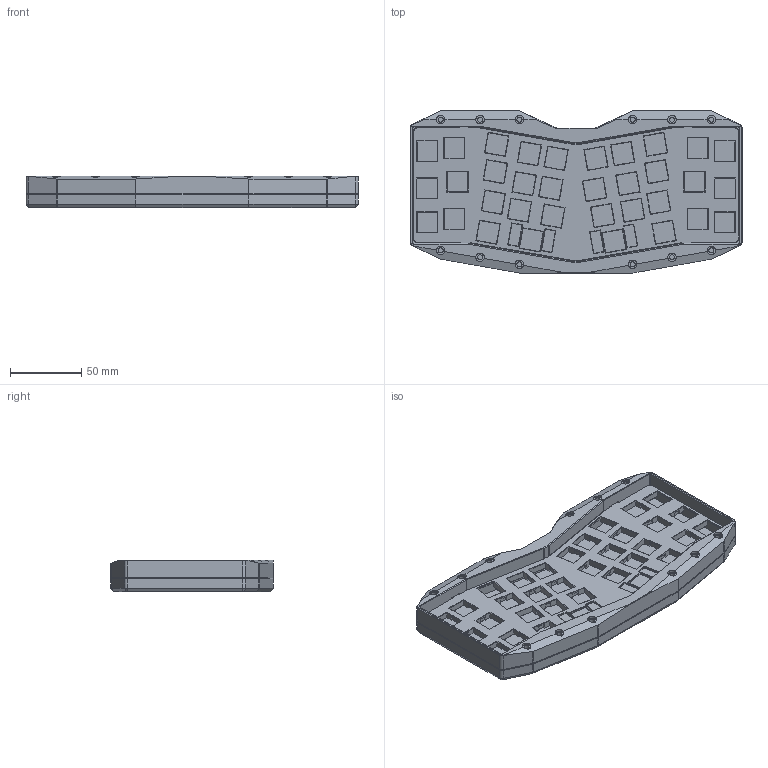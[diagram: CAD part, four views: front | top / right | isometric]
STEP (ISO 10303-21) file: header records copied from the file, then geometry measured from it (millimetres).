
FILE_DESCRIPTION(('FreeCAD Model'),'2;1');
FILE_NAME('Open CASCADE Shape Model','2025-01-23T20:58:17',(''),(''), 'Open CASCADE STEP processor 7.7','FreeCAD','Unknown');
FILE_SCHEMA(('AUTOMOTIVE_DESIGN { 1 0 10303 214 1 1 1 1 }'));
Length unit declared in the file: millimetre
Products named in the file (4): calvaria_case; Plate; Top case; Bottom case
Assembly tree (3 placements, depth 2):
  calvaria_case
    Plate
    Top case
    Bottom case
Bounding box: 233.65 x 114.07 x 22.4 mm (x, y, z)
Volume: 218218.1 mm3; surface area: 120801.1 mm2
Topology: 3 solids, 3 shells, 1458 faces, 3562 edges, 2117 vertices
Faces by surface type: plane 1144, cylinder 159, cone 152, bspline 3
Full cylindrical faces by diameter (mm): 2.5 x4, 3.2 x4, 3.6 x12, 4.8 x12, 6 x12, 6.2 x4
Entity records: 41787 total; most frequent: CARTESIAN_POINT 7291, ORIENTED_EDGE 7124, DIRECTION 6957, EDGE_CURVE 3562, LINE 3065, VECTOR 3065, VERTEX_POINT 2117, AXIS2_PLACEMENT_3D 1946
